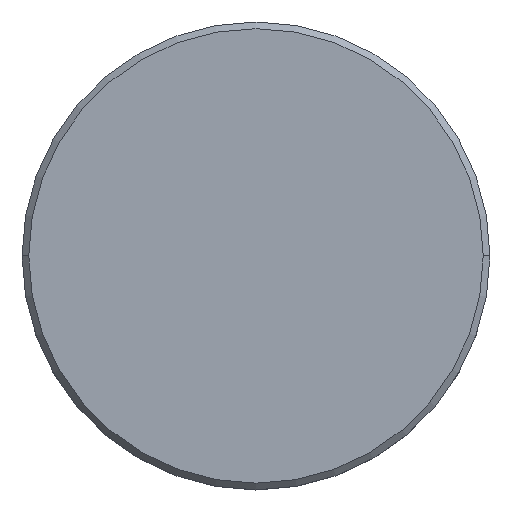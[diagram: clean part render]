
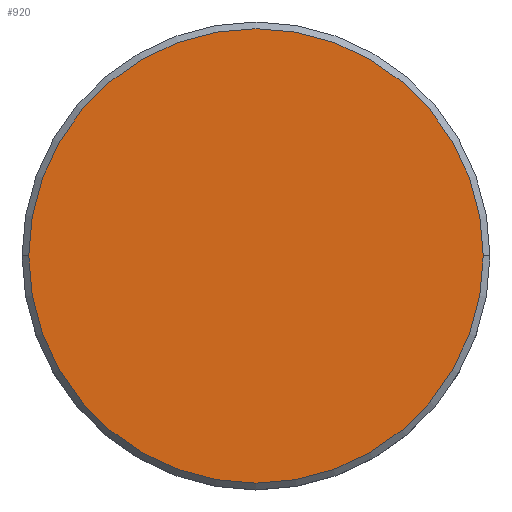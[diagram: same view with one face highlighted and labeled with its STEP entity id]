
A CAD part, top view. The second image highlights one B-rep face of the part: STEP entity #920.
In plain terms, the highlighted planar face has unit normal (0, 0, 1).
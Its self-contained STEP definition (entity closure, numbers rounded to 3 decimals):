
#5 = ORIENTED_EDGE ( 'NONE', *, *, #307, .T. ) ;
#31 = DIRECTION ( 'NONE',  ( 1., 0., 0. ) ) ;
#56 = CIRCLE ( 'NONE', #722, 17. ) ;
#68 = CARTESIAN_POINT ( 'NONE',  ( -17., 0., 0. ) ) ;
#91 = CIRCLE ( 'NONE', #1026, 17. ) ;
#114 = AXIS2_PLACEMENT_3D ( 'NONE', #370, #1014, #31 ) ;
#125 = FACE_OUTER_BOUND ( 'NONE', #1036, .T. ) ;
#137 = CARTESIAN_POINT ( 'NONE',  ( 0., 0., 0. ) ) ;
#176 = EDGE_CURVE ( 'NONE', #1048, #1023, #91, .T. ) ;
#284 = DIRECTION ( 'NONE',  ( 0., 0., 1. ) ) ;
#307 = EDGE_CURVE ( 'NONE', #1023, #1048, #56, .T. ) ;
#370 = CARTESIAN_POINT ( 'NONE',  ( 0., 0., 0. ) ) ;
#579 = ORIENTED_EDGE ( 'NONE', *, *, #176, .T. ) ;
#644 = PLANE ( 'NONE',  #114 ) ;
#701 = DIRECTION ( 'NONE',  ( 0., 0., 1. ) ) ;
#722 = AXIS2_PLACEMENT_3D ( 'NONE', #137, #701, #872 ) ;
#872 = DIRECTION ( 'NONE',  ( 1., 0., 0. ) ) ;
#920 = ADVANCED_FACE ( 'NONE', ( #125 ), #644, .T. ) ;
#1014 = DIRECTION ( 'NONE',  ( 0., 0., 1. ) ) ;
#1015 = CARTESIAN_POINT ( 'NONE',  ( 0., 0., 0. ) ) ;
#1022 = DIRECTION ( 'NONE',  ( 1., 0., 0. ) ) ;
#1023 = VERTEX_POINT ( 'NONE', #1171 ) ;
#1026 = AXIS2_PLACEMENT_3D ( 'NONE', #1015, #284, #1022 ) ;
#1036 = EDGE_LOOP ( 'NONE', ( #579, #5 ) ) ;
#1048 = VERTEX_POINT ( 'NONE', #68 ) ;
#1171 = CARTESIAN_POINT ( 'NONE',  ( 17., 0., 0. ) ) ;
